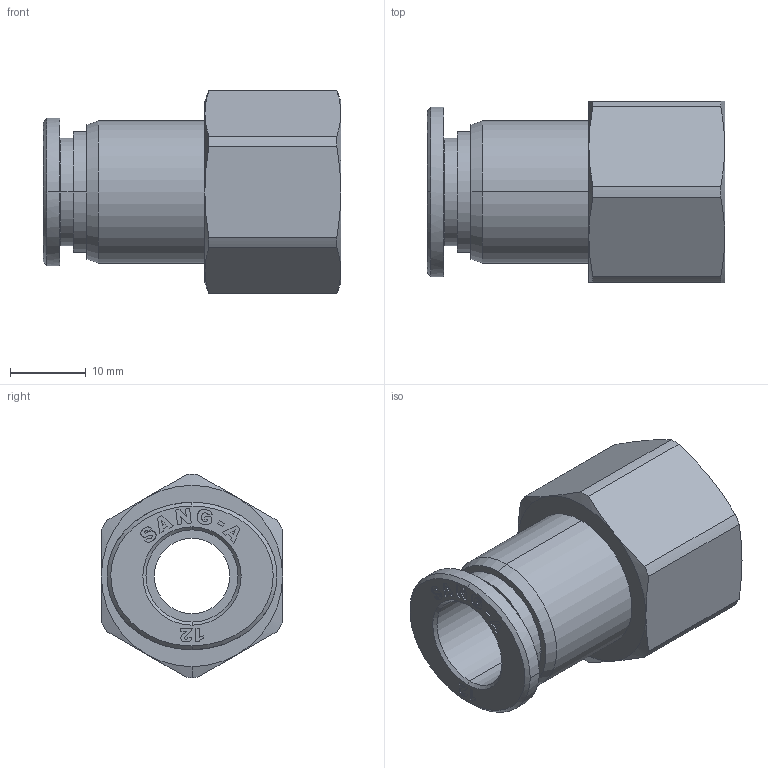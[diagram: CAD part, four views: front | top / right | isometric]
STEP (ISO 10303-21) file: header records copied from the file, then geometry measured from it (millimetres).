
FILE_DESCRIPTION (( 'STEP AP214' ), '1' );
FILE_NAME ('PCF12-G04.stp', '2015-09-24T08:17:53', ( '' ), ( '' ), 'SwSTEP 2.0', 'SolidWorks 2015', '' );
FILE_SCHEMA (( 'AUTOMOTIVE_DESIGN' ));
Length unit declared in the file: millimetre
Products named in the file (2): PCF12-G04; ｦ+ﾃｦ1
Assembly tree (1 placements, depth 2):
  PCF12-G04
    ｦ+ﾃｦ1
Bounding box: 39.4 x 24 x 26.9 mm (x, y, z)
Volume: 7756.8 mm3; surface area: 5581.5 mm2
Topology: 1 solids, 1 shells, 396 faces, 1113 edges, 735 vertices
Faces by surface type: plane 346, cone 23, cylinder 18, bspline 9
Entity records: 13863 total; most frequent: CARTESIAN_POINT 3150, ORIENTED_EDGE 2226, DIRECTION 1910, EDGE_CURVE 1113, LINE 1006, VECTOR 1006, VERTEX_POINT 735, AXIS2_PLACEMENT_3D 452
